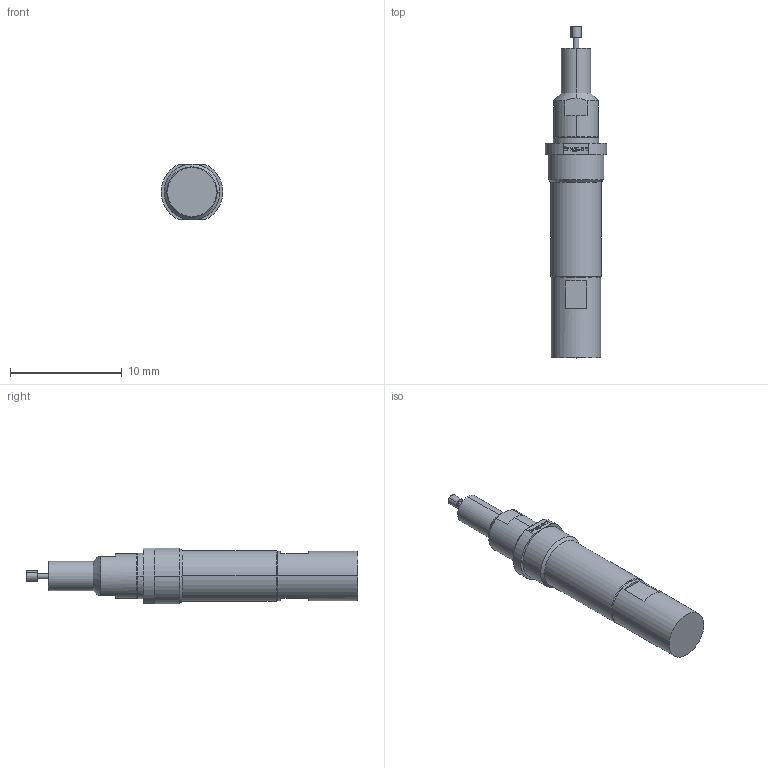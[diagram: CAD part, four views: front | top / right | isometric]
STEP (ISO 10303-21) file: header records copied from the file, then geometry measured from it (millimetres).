
FILE_DESCRIPTION (( 'STEP AP203' ), '1' );
FILE_NAME ('INGUN_HFS-4x0_303_090_A_xx43_Y6_M.STEP', '2022-04-26T12:26:37', ( 'ochi' ), ( '' ), 'SwSTEP 2.0', 'SolidWorks 2018', '' );
FILE_SCHEMA (( 'CONFIG_CONTROL_DESIGN' ));
Length unit declared in the file: millimetre
Products named in the file (1): INGUN_HFS-4x0_303_090_A_xx43_Y6_M
Bounding box: 5.5 x 29.7 x 5 mm (x, y, z)
Volume: 386 mm3; surface area: 419.8 mm2
Topology: 1 solids, 1 shells, 122 faces, 293 edges, 185 vertices
Faces by surface type: plane 58, cylinder 24, bspline 22, cone 16, torus 2
Entity records: 3972 total; most frequent: CARTESIAN_POINT 1236, ORIENTED_EDGE 582, DIRECTION 479, EDGE_CURVE 291, VERTEX_POINT 185, AXIS2_PLACEMENT_3D 168, VECTOR 143, LINE 143
